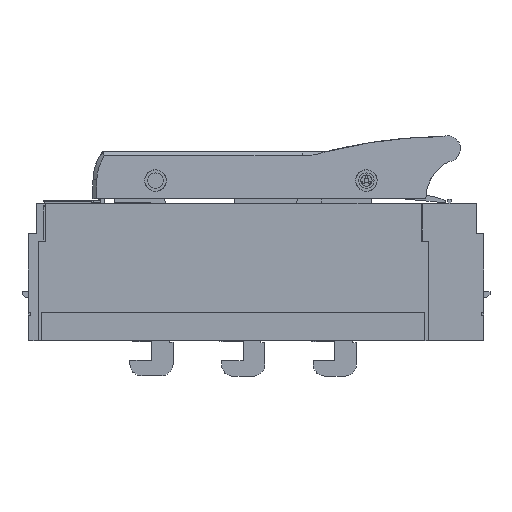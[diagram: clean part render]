
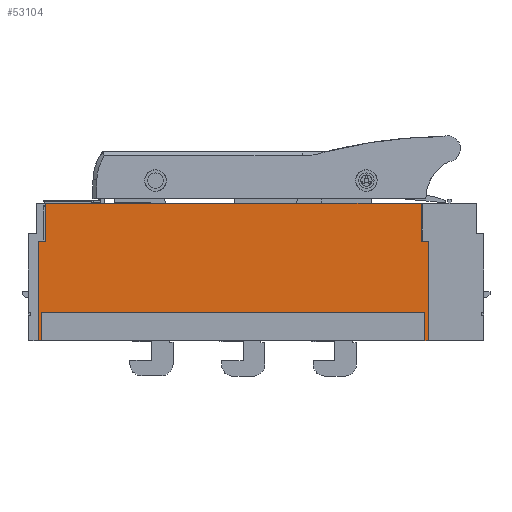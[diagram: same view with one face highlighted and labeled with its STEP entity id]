
A CAD part, front view. The second image highlights one B-rep face of the part: STEP entity #53104.
In plain terms, the highlighted planar face has unit normal (0, -1, 0).
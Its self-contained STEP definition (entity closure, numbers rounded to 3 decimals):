
#48108=DIRECTION('',(-1.,0.,0.));
#48109=VECTOR('',#48108,4.5);
#48110=CARTESIAN_POINT('',(127.5,-104.75,65.));
#48111=LINE('',#48110,#48109);
#48129=DIRECTION('',(0.,0.,1.));
#48130=VECTOR('',#48129,65.);
#48131=CARTESIAN_POINT('',(-127.5,-104.75,0.));
#48132=LINE('',#48131,#48130);
#48136=DIRECTION('',(0.,0.,-1.));
#48137=VECTOR('',#48136,25.);
#48138=CARTESIAN_POINT('',(-123.,-104.75,90.));
#48139=LINE('',#48138,#48137);
#48185=DIRECTION('',(-1.,0.,0.));
#48186=VECTOR('',#48185,246.);
#48187=CARTESIAN_POINT('',(123.,-104.75,90.));
#48188=LINE('',#48187,#48186);
#48252=DIRECTION('',(0.,0.,1.));
#48253=VECTOR('',#48252,25.);
#48254=CARTESIAN_POINT('',(123.,-104.75,65.));
#48255=LINE('',#48254,#48253);
#48462=DIRECTION('',(0.,0.,1.));
#48463=VECTOR('',#48462,65.);
#48464=CARTESIAN_POINT('',(127.5,-104.75,0.));
#48465=LINE('',#48464,#48463);
#48560=DIRECTION('',(1.,0.,0.));
#48561=VECTOR('',#48560,251.);
#48562=CARTESIAN_POINT('',(-125.5,-104.75,18.5));
#48563=LINE('',#48562,#48561);
#48658=DIRECTION('',(1.,0.,0.));
#48659=VECTOR('',#48658,2.);
#48660=CARTESIAN_POINT('',(-127.5,-104.75,0.));
#48661=LINE('',#48660,#48659);
#48700=DIRECTION('',(1.,0.,0.));
#48701=VECTOR('',#48700,2.);
#48702=CARTESIAN_POINT('',(125.5,-104.75,0.));
#48703=LINE('',#48702,#48701);
#50485=DIRECTION('',(-1.,0.,0.));
#50486=VECTOR('',#50485,4.5);
#50487=CARTESIAN_POINT('',(-123.,-104.75,65.));
#50488=LINE('',#50487,#50486);
#51762=DIRECTION('',(0.,0.,1.));
#51763=VECTOR('',#51762,18.5);
#51764=CARTESIAN_POINT('',(-125.5,-104.75,0.));
#51765=LINE('',#51764,#51763);
#51797=DIRECTION('',(0.,0.,-1.));
#51798=VECTOR('',#51797,18.5);
#51799=CARTESIAN_POINT('',(125.5,-104.75,18.5));
#51800=LINE('',#51799,#51798);
#52274=CARTESIAN_POINT('',(127.5,-104.75,65.));
#52275=CARTESIAN_POINT('',(123.,-104.75,65.));
#52276=VERTEX_POINT('',#52274);
#52277=VERTEX_POINT('',#52275);
#52282=CARTESIAN_POINT('',(-123.,-104.75,90.));
#52283=CARTESIAN_POINT('',(-123.,-104.75,65.));
#52284=VERTEX_POINT('',#52282);
#52285=VERTEX_POINT('',#52283);
#52286=CARTESIAN_POINT('',(123.,-104.75,90.));
#52287=VERTEX_POINT('',#52286);
#52288=CARTESIAN_POINT('',(127.5,-104.75,0.));
#52289=VERTEX_POINT('',#52288);
#52290=CARTESIAN_POINT('',(125.5,-104.75,0.));
#52291=VERTEX_POINT('',#52290);
#52292=CARTESIAN_POINT('',(125.5,-104.75,18.5));
#52293=VERTEX_POINT('',#52292);
#52294=CARTESIAN_POINT('',(-125.5,-104.75,18.5));
#52295=VERTEX_POINT('',#52294);
#52296=CARTESIAN_POINT('',(-125.5,-104.75,0.));
#52297=VERTEX_POINT('',#52296);
#52298=CARTESIAN_POINT('',(-127.5,-104.75,0.));
#52299=VERTEX_POINT('',#52298);
#52300=CARTESIAN_POINT('',(-127.5,-104.75,65.));
#52301=VERTEX_POINT('',#52300);
#53074=CARTESIAN_POINT('',(0.,-104.75,0.));
#53075=DIRECTION('',(0.,1.,0.));
#53076=DIRECTION('',(0.,0.,1.));
#53077=AXIS2_PLACEMENT_3D('',#53074,#53075,#53076);
#53078=PLANE('',#53077);
#53080=ORIENTED_EDGE('',*,*,#53079,.F.);
#53082=ORIENTED_EDGE('',*,*,#53081,.F.);
#53084=ORIENTED_EDGE('',*,*,#53083,.F.);
#53085=ORIENTED_EDGE('',*,*,#53063,.F.);
#53087=ORIENTED_EDGE('',*,*,#53086,.F.);
#53089=ORIENTED_EDGE('',*,*,#53088,.F.);
#53091=ORIENTED_EDGE('',*,*,#53090,.F.);
#53093=ORIENTED_EDGE('',*,*,#53092,.F.);
#53095=ORIENTED_EDGE('',*,*,#53094,.F.);
#53097=ORIENTED_EDGE('',*,*,#53096,.F.);
#53099=ORIENTED_EDGE('',*,*,#53098,.T.);
#53101=ORIENTED_EDGE('',*,*,#53100,.F.);
#53102=EDGE_LOOP('',(#53080,#53082,#53084,#53085,#53087,#53089,#53091,#53093,
#53095,#53097,#53099,#53101));
#53103=FACE_OUTER_BOUND('',#53102,.F.);
#53063=EDGE_CURVE('',#52276,#52277,#48111,.T.);
#53079=EDGE_CURVE('',#52284,#52285,#48139,.T.);
#53081=EDGE_CURVE('',#52287,#52284,#48188,.T.);
#53083=EDGE_CURVE('',#52277,#52287,#48255,.T.);
#53086=EDGE_CURVE('',#52289,#52276,#48465,.T.);
#53088=EDGE_CURVE('',#52291,#52289,#48703,.T.);
#53090=EDGE_CURVE('',#52293,#52291,#51800,.T.);
#53092=EDGE_CURVE('',#52295,#52293,#48563,.T.);
#53094=EDGE_CURVE('',#52297,#52295,#51765,.T.);
#53096=EDGE_CURVE('',#52299,#52297,#48661,.T.);
#53098=EDGE_CURVE('',#52299,#52301,#48132,.T.);
#53100=EDGE_CURVE('',#52285,#52301,#50488,.T.);
#53104=ADVANCED_FACE('',(#53103),#53078,.F.);
